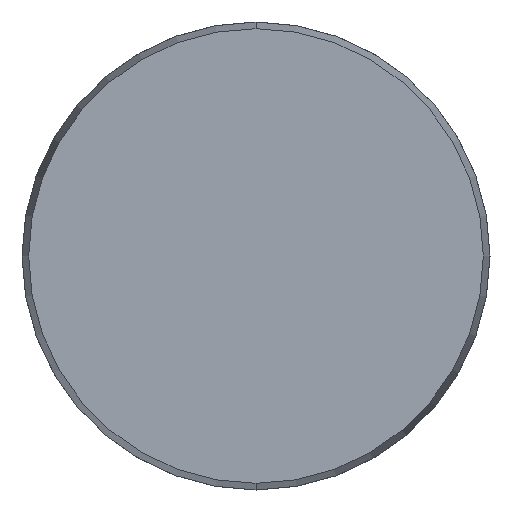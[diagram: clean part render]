
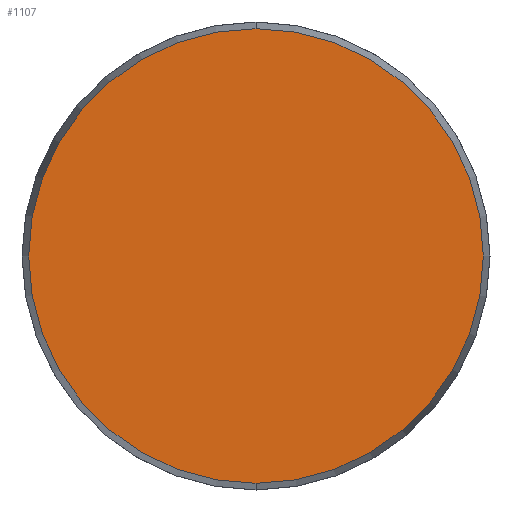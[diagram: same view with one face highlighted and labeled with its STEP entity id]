
A CAD part, front view. The second image highlights one B-rep face of the part: STEP entity #1107.
In plain terms, the highlighted planar face has unit normal (0, -1, 0).
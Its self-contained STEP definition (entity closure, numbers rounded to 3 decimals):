
#16 = AXIS2_PLACEMENT_3D ( 'NONE', #212, #680, #21 ) ;
#21 = DIRECTION ( 'NONE',  ( 0., 0., -1. ) ) ;
#107 = AXIS2_PLACEMENT_3D ( 'NONE', #138, #786, #1141 ) ;
#121 = AXIS2_PLACEMENT_3D ( 'NONE', #342, #252, #522 ) ;
#138 = CARTESIAN_POINT ( 'NONE',  ( 0., 0., 0. ) ) ;
#212 = CARTESIAN_POINT ( 'NONE',  ( 0., 0., 0. ) ) ;
#224 = CIRCLE ( 'NONE', #16, 29.143 ) ;
#252 = DIRECTION ( 'NONE',  ( 0., 1., 0. ) ) ;
#310 = CARTESIAN_POINT ( 'NONE',  ( 0., 0., -29.143 ) ) ;
#324 = VERTEX_POINT ( 'NONE', #310 ) ;
#337 = CARTESIAN_POINT ( 'NONE',  ( 0., 0., 29.143 ) ) ;
#342 = CARTESIAN_POINT ( 'NONE',  ( -29.143, 0., 0. ) ) ;
#501 = ORIENTED_EDGE ( 'NONE', *, *, #942, .T. ) ;
#519 = EDGE_CURVE ( 'NONE', #324, #736, #743, .T. ) ;
#522 = DIRECTION ( 'NONE',  ( 0., 0., 1. ) ) ;
#574 = EDGE_LOOP ( 'NONE', ( #501, #886 ) ) ;
#680 = DIRECTION ( 'NONE',  ( 0., -1., 0. ) ) ;
#736 = VERTEX_POINT ( 'NONE', #337 ) ;
#743 = CIRCLE ( 'NONE', #107, 29.143 ) ;
#786 = DIRECTION ( 'NONE',  ( 0., -1., 0. ) ) ;
#886 = ORIENTED_EDGE ( 'NONE', *, *, #519, .T. ) ;
#942 = EDGE_CURVE ( 'NONE', #736, #324, #224, .T. ) ;
#966 = FACE_OUTER_BOUND ( 'NONE', #574, .T. ) ;
#1107 = ADVANCED_FACE ( 'NONE', ( #966 ), #1146, .F. ) ;
#1141 = DIRECTION ( 'NONE',  ( 0., 0., -1. ) ) ;
#1146 = PLANE ( 'NONE',  #121 ) ;
